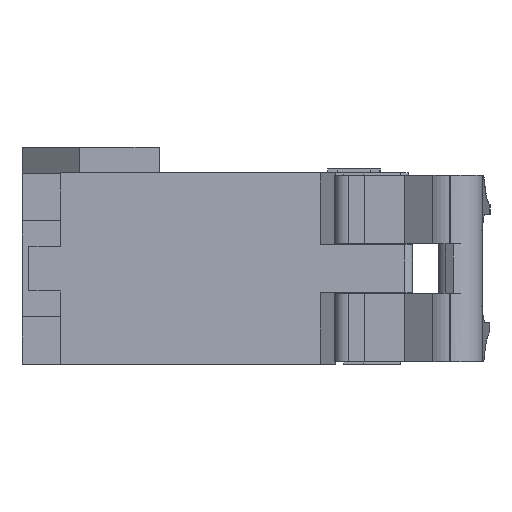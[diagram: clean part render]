
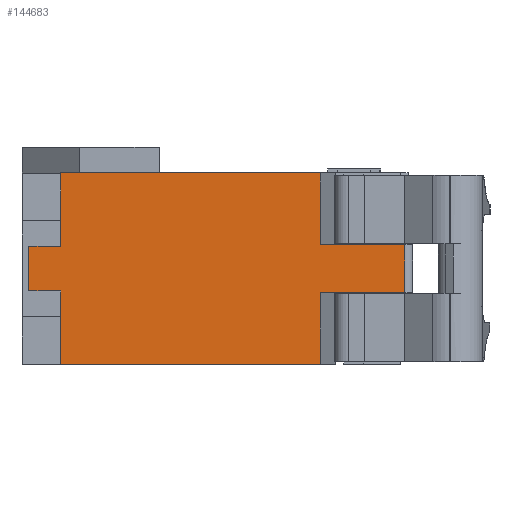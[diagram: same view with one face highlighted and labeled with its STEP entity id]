
A CAD part, left-side view. The second image highlights one B-rep face of the part: STEP entity #144683.
In plain terms, the highlighted planar face has unit normal (-1, 0, 0).
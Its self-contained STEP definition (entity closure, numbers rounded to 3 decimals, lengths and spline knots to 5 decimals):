
#7784=FACE_OUTER_BOUND('',#15636,.T.);
#15636=EDGE_LOOP('',(#101592,#101593,#101594,#101595,#101596,#101597,#101598,
#101599,#101600,#101601,#101602,#101603));
#28910=LINE('',#211756,#46044);
#28912=LINE('',#211762,#46046);
#28913=LINE('',#211764,#46047);
#28914=LINE('',#211766,#46048);
#28915=LINE('',#211768,#46049);
#28916=LINE('',#211770,#46050);
#28917=LINE('',#211772,#46051);
#28918=LINE('',#211774,#46052);
#28919=LINE('',#211776,#46053);
#28920=LINE('',#211778,#46054);
#28921=LINE('',#211780,#46055);
#28922=LINE('',#211781,#46056);
#46044=VECTOR('',#172228,0.3937);
#46046=VECTOR('',#172234,0.3937);
#46047=VECTOR('',#172235,0.3937);
#46048=VECTOR('',#172236,0.3937);
#46049=VECTOR('',#172237,0.3937);
#46050=VECTOR('',#172238,0.3937);
#46051=VECTOR('',#172239,0.3937);
#46052=VECTOR('',#172240,0.3937);
#46053=VECTOR('',#172241,0.3937);
#46054=VECTOR('',#172242,0.3937);
#46055=VECTOR('',#172243,0.3937);
#46056=VECTOR('',#172244,0.3937);
#61975=VERTEX_POINT('',#211753);
#61976=VERTEX_POINT('',#211755);
#61978=VERTEX_POINT('',#211761);
#61979=VERTEX_POINT('',#211763);
#61980=VERTEX_POINT('',#211765);
#61981=VERTEX_POINT('',#211767);
#61982=VERTEX_POINT('',#211769);
#61983=VERTEX_POINT('',#211771);
#61984=VERTEX_POINT('',#211773);
#61985=VERTEX_POINT('',#211775);
#61986=VERTEX_POINT('',#211777);
#61987=VERTEX_POINT('',#211779);
#76687=EDGE_CURVE('',#61975,#61976,#28910,.T.);
#76690=EDGE_CURVE('',#61978,#61975,#28912,.T.);
#76691=EDGE_CURVE('',#61978,#61979,#28913,.T.);
#76692=EDGE_CURVE('',#61980,#61979,#28914,.T.);
#76693=EDGE_CURVE('',#61980,#61981,#28915,.T.);
#76694=EDGE_CURVE('',#61981,#61982,#28916,.T.);
#76695=EDGE_CURVE('',#61983,#61982,#28917,.T.);
#76696=EDGE_CURVE('',#61983,#61984,#28918,.T.);
#76697=EDGE_CURVE('',#61984,#61985,#28919,.T.);
#76698=EDGE_CURVE('',#61986,#61985,#28920,.T.);
#76699=EDGE_CURVE('',#61986,#61987,#28921,.T.);
#76700=EDGE_CURVE('',#61976,#61987,#28922,.T.);
#101592=ORIENTED_EDGE('',*,*,#76687,.F.);
#101593=ORIENTED_EDGE('',*,*,#76690,.F.);
#101594=ORIENTED_EDGE('',*,*,#76691,.T.);
#101595=ORIENTED_EDGE('',*,*,#76692,.F.);
#101596=ORIENTED_EDGE('',*,*,#76693,.T.);
#101597=ORIENTED_EDGE('',*,*,#76694,.T.);
#101598=ORIENTED_EDGE('',*,*,#76695,.F.);
#101599=ORIENTED_EDGE('',*,*,#76696,.T.);
#101600=ORIENTED_EDGE('',*,*,#76697,.T.);
#101601=ORIENTED_EDGE('',*,*,#76698,.F.);
#101602=ORIENTED_EDGE('',*,*,#76699,.T.);
#101603=ORIENTED_EDGE('',*,*,#76700,.F.);
#131622=PLANE('',#152997);
#144683=ADVANCED_FACE('',(#7784),#131622,.T.);
#152997=AXIS2_PLACEMENT_3D('',#211760,#172232,#172233);
#172228=DIRECTION('',(0.,0.,-1.));
#172232=DIRECTION('center_axis',(-1.,0.,0.));
#172233=DIRECTION('ref_axis',(0.,-1.,0.));
#172234=DIRECTION('',(0.,-1.,0.));
#172235=DIRECTION('',(0.,0.,1.));
#172236=DIRECTION('',(0.,-1.,0.));
#172237=DIRECTION('',(0.,0.,-1.));
#172238=DIRECTION('',(0.,1.,0.));
#172239=DIRECTION('',(0.,0.,1.));
#172240=DIRECTION('',(0.,-1.,0.));
#172241=DIRECTION('',(0.,0.,-1.));
#172242=DIRECTION('',(0.,1.,0.));
#172243=DIRECTION('',(0.,0.,1.));
#172244=DIRECTION('',(0.,1.,0.));
#211753=CARTESIAN_POINT('',(-1.66704,-0.27094,0.02764));
#211755=CARTESIAN_POINT('',(-1.66704,-0.27094,-0.03236));
#211756=CARTESIAN_POINT('',(-1.66704,-0.27094,-0.00236));
#211760=CARTESIAN_POINT('Origin',(-1.66704,0.20006,-0.00236));
#211761=CARTESIAN_POINT('',(-1.66704,-0.16542,0.02764));
#211762=CARTESIAN_POINT('',(-1.66704,-0.16542,0.02764));
#211763=CARTESIAN_POINT('',(-1.66704,-0.16542,0.11764));
#211764=CARTESIAN_POINT('',(-1.66704,-0.16542,0.05764));
#211765=CARTESIAN_POINT('',(-1.66704,0.16006,0.11764));
#211766=CARTESIAN_POINT('',(-1.66704,0.20006,0.11764));
#211767=CARTESIAN_POINT('',(-1.66704,0.16006,0.02564));
#211768=CARTESIAN_POINT('',(-1.66704,0.16006,0.05764));
#211769=CARTESIAN_POINT('',(-1.66704,0.20006,0.02564));
#211770=CARTESIAN_POINT('',(-1.66704,0.11168,0.02564));
#211771=CARTESIAN_POINT('',(-1.66704,0.20006,-0.03036));
#211772=CARTESIAN_POINT('',(-1.66704,0.20006,-0.00236));
#211773=CARTESIAN_POINT('',(-1.66704,0.16006,-0.03036));
#211774=CARTESIAN_POINT('',(-1.66704,0.11168,-0.03036));
#211775=CARTESIAN_POINT('',(-1.66704,0.16006,-0.12236));
#211776=CARTESIAN_POINT('',(-1.66704,0.16006,-0.06236));
#211777=CARTESIAN_POINT('',(-1.66704,-0.16542,-0.12236));
#211778=CARTESIAN_POINT('',(-1.66704,0.20006,-0.12236));
#211779=CARTESIAN_POINT('',(-1.66704,-0.16542,-0.03236));
#211780=CARTESIAN_POINT('',(-1.66704,-0.16542,-0.06236));
#211781=CARTESIAN_POINT('',(-1.66704,-0.28094,-0.03236));
